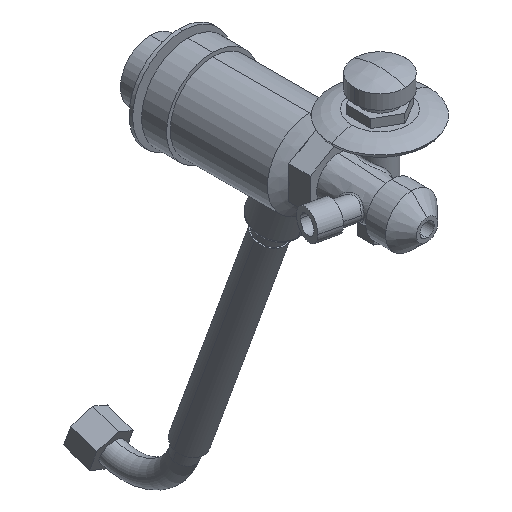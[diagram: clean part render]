
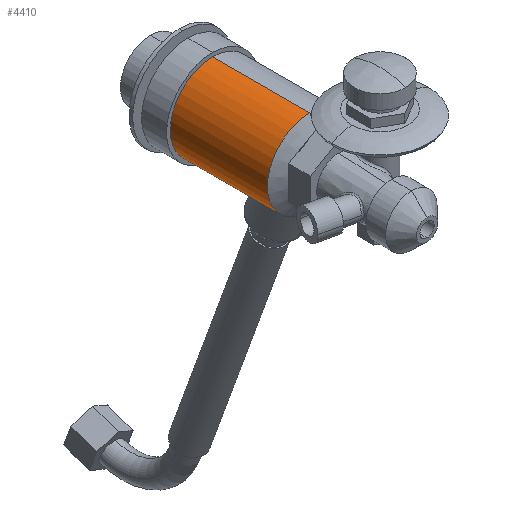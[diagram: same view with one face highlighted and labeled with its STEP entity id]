
A CAD part, isometric view. The second image highlights one B-rep face of the part: STEP entity #4410.
In plain terms, the highlighted cylindrical face has radius 18.923 mm (diameter 37.846 mm), a partial arc.
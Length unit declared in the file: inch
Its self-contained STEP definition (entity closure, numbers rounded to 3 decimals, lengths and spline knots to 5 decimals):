
#199 = FACE_OUTER_BOUND ( 'NONE', #3127, .T. ) ;
#441 = CARTESIAN_POINT ( 'NONE',  ( 0., -0.4375, 0.745 ) ) ;
#460 = CYLINDRICAL_SURFACE ( 'NONE', #3622, 0.745 ) ;
#593 = LINE ( 'NONE', #3501, #4977 ) ;
#864 = CARTESIAN_POINT ( 'NONE',  ( -0.04584, -2.12969, -0.74359 ) ) ;
#874 = ORIENTED_EDGE ( 'NONE', *, *, #2296, .T. ) ;
#882 = CARTESIAN_POINT ( 'NONE',  ( -0.07457, -2.12687, -0.74182 ) ) ;
#897 = CARTESIAN_POINT ( 'NONE',  ( -0.10239, -2.12147, -0.73844 ) ) ;
#910 = CARTESIAN_POINT ( 'NONE',  ( -0.14283, -2.10966, -0.73131 ) ) ;
#912 = CARTESIAN_POINT ( 'NONE',  ( -0.1561, -2.1051, -0.72859 ) ) ;
#990 = ORIENTED_EDGE ( 'NONE', *, *, #1624, .T. ) ;
#1048 = VERTEX_POINT ( 'NONE', #2138 ) ;
#1196 = CARTESIAN_POINT ( 'NONE',  ( -0.1822, -2.09468, -0.7225 ) ) ;
#1205 = CARTESIAN_POINT ( 'NONE',  ( 0., -0.4375, -0.745 ) ) ;
#1218 = CARTESIAN_POINT ( 'NONE',  ( 0., -2.1375, 0.745 ) ) ;
#1227 = CARTESIAN_POINT ( 'NONE',  ( -0.19502, -2.08881, -0.71914 ) ) ;
#1230 = CARTESIAN_POINT ( 'NONE',  ( 0., -1.20291, -0.745 ) ) ;
#1243 = CARTESIAN_POINT ( 'NONE',  ( -0.23196, -2.06962, -0.70843 ) ) ;
#1256 = CARTESIAN_POINT ( 'NONE',  ( -0.25488, -2.05462, -0.70042 ) ) ;
#1270 = CARTESIAN_POINT ( 'NONE',  ( -0.28675, -2.0286, -0.6877 ) ) ;
#1608 = CARTESIAN_POINT ( 'NONE',  ( -0.29699, -2.01929, -0.68333 ) ) ;
#1624 = EDGE_CURVE ( 'NONE', #2180, #2512, #3322, .T. ) ;
#1625 = EDGE_CURVE ( 'NONE', #5127, #5012, #3552, .T. ) ;
#1626 = EDGE_CURVE ( 'NONE', #4860, #1048, #1785, .T. ) ;
#1632 = CARTESIAN_POINT ( 'NONE',  ( -0.31621, -1.9998, -0.67465 ) ) ;
#1639 = EDGE_CURVE ( 'NONE', #4860, #5127, #4337, .T. ) ;
#1648 = EDGE_CURVE ( 'NONE', #4844, #5012, #593, .T. ) ;
#1651 = CARTESIAN_POINT ( 'NONE',  ( -0.32524, -1.98959, -0.67032 ) ) ;
#1656 = EDGE_CURVE ( 'NONE', #1048, #2512, #3780, .T. ) ;
#1666 = CARTESIAN_POINT ( 'NONE',  ( -0.34219, -1.9682, -0.66183 ) ) ;
#1690 = CARTESIAN_POINT ( 'NONE',  ( -0.3501, -1.95702, -0.65767 ) ) ;
#1709 = CARTESIAN_POINT ( 'NONE',  ( -0.36478, -1.93362, -0.64964 ) ) ;
#1760 = DIRECTION ( 'NONE',  ( 0., 1., 0. ) ) ;
#1785 = CIRCLE ( 'NONE', #2810, 0.745 ) ;
#1834 = ORIENTED_EDGE ( 'NONE', *, *, #1639, .T. ) ;
#1994 = CARTESIAN_POINT ( 'NONE',  ( -0.04584, -2.12969, -0.74359 ) ) ;
#2001 = ORIENTED_EDGE ( 'NONE', *, *, #1656, .F. ) ;
#2048 = CARTESIAN_POINT ( 'NONE',  ( -0.37155, -1.92139, -0.64577 ) ) ;
#2100 = CARTESIAN_POINT ( 'NONE',  ( -0.38972, -1.88392, -0.63509 ) ) ;
#2138 = CARTESIAN_POINT ( 'NONE',  ( 0., -2.1375, -0.745 ) ) ;
#2147 = CARTESIAN_POINT ( 'NONE',  ( -0.39915, -1.8577, -0.6291 ) ) ;
#2148 = CARTESIAN_POINT ( 'NONE',  ( -0.40947, -1.81641, -0.62239 ) ) ;
#2171 = CARTESIAN_POINT ( 'NONE',  ( -0.41227, -1.80227, -0.62054 ) ) ;
#2180 = VERTEX_POINT ( 'NONE', #1994 ) ;
#2211 = CARTESIAN_POINT ( 'NONE',  ( -0.41649, -1.77404, -0.61771 ) ) ;
#2296 = EDGE_CURVE ( 'NONE', #4844, #2180, #3107, .T. ) ;
#2343 = CARTESIAN_POINT ( 'NONE',  ( -0.41793, -1.75986, -0.61673 ) ) ;
#2493 = CARTESIAN_POINT ( 'NONE',  ( 0., -2.13194, -0.745 ) ) ;
#2512 = VERTEX_POINT ( 'NONE', #2493 ) ;
#2575 = CARTESIAN_POINT ( 'NONE',  ( -0.41959, -1.73139, -0.61561 ) ) ;
#2592 = CARTESIAN_POINT ( 'NONE',  ( -0.4198, -1.7171, -0.61546 ) ) ;
#2598 = VECTOR ( 'NONE', #1760, 39.37008 ) ;
#2634 = CARTESIAN_POINT ( 'NONE',  ( -0.41905, -1.68841, -0.61598 ) ) ;
#2657 = CARTESIAN_POINT ( 'NONE',  ( -0.41807, -1.67396, -0.61664 ) ) ;
#2799 = AXIS2_PLACEMENT_3D ( 'NONE', #4035, #4019, #3999 ) ;
#2810 = AXIS2_PLACEMENT_3D ( 'NONE', #3948, #3924, #3875 ) ;
#2908 = VECTOR ( 'NONE', #3734, 39.37008 ) ;
#2999 = CARTESIAN_POINT ( 'NONE',  ( 0., -2.1375, -0.745 ) ) ;
#3025 = ORIENTED_EDGE ( 'NONE', *, *, #1626, .F. ) ;
#3069 = ORIENTED_EDGE ( 'NONE', *, *, #1625, .T. ) ;
#3104 = CARTESIAN_POINT ( 'NONE',  ( -0.41352, -1.63127, -0.61971 ) ) ;
#3107 = B_SPLINE_CURVE_WITH_KNOTS ( 'NONE', 3,
 ( #4869, #5237, #4510, #4478, #4442, #4149, #4128, #4109, #4067, #3676, #3674, #3654, #3635, #3617, #3595, #3376, #3265, #3170, #3166, #3147, #3104, #2657, #2634, #2592, #2575, #2343, #2211, #2171, #2148, #2147, #2100, #2048, #1709, #1690, #1666, #1651, #1632, #1608, #1270, #1256, #1243, #1227, #1196, #912, #910, #897, #882, #864 ),
 .UNSPECIFIED., .F., .F.,
 ( 4, 2, 2, 2, 2, 2, 2, 2, 2, 2, 2, 2, 2, 2, 2, 2, 2, 2, 2, 2, 2, 2, 2, 4 ),
 ( 0.03616, 0.03835, 0.03945, 0.04054, 0.04273, 0.04491, 0.0471, 0.04929, 0.05038, 0.05148, 0.05366, 0.05476, 0.05585, 0.05695, 0.05804, 0.06023, 0.06132, 0.06241, 0.06351, 0.0646, 0.06679, 0.06788, 0.06898, 0.07116 ),
 .UNSPECIFIED. ) ;
#3127 = EDGE_LOOP ( 'NONE', ( #2001, #3025, #1834, #3069, #4030, #874, #990 ) ) ;
#3131 = DIRECTION ( 'NONE',  ( 0., 1., 0. ) ) ;
#3134 = CARTESIAN_POINT ( 'NONE',  ( 0., -2.1375, 0. ) ) ;
#3147 = CARTESIAN_POINT ( 'NONE',  ( -0.40836, -1.60344, -0.62317 ) ) ;
#3166 = CARTESIAN_POINT ( 'NONE',  ( -0.39777, -1.56251, -0.62994 ) ) ;
#3170 = CARTESIAN_POINT ( 'NONE',  ( -0.39377, -1.549, -0.63246 ) ) ;
#3265 = CARTESIAN_POINT ( 'NONE',  ( -0.3848, -1.52225, -0.63795 ) ) ;
#3322 = B_SPLINE_CURVE_WITH_KNOTS ( 'NONE', 3,
 ( #4224, #4351, #4371, #4175, #4162, #4143 ),
 .UNSPECIFIED., .F., .F.,
 ( 4, 2, 4 ),
 ( 0.07116, 0.07174, 0.07232 ),
 .UNSPECIFIED. ) ;
#3376 = CARTESIAN_POINT ( 'NONE',  ( -0.37984, -1.50903, -0.64092 ) ) ;
#3501 = CARTESIAN_POINT ( 'NONE',  ( 0., -2.1375, -0.745 ) ) ;
#3552 = CIRCLE ( 'NONE', #2799, 0.745 ) ;
#3591 = DIRECTION ( 'NONE',  ( 0., 1., 0. ) ) ;
#3595 = CARTESIAN_POINT ( 'NONE',  ( -0.36377, -1.47028, -0.65027 ) ) ;
#3617 = CARTESIAN_POINT ( 'NONE',  ( -0.3514, -1.44549, -0.65711 ) ) ;
#3622 = AXIS2_PLACEMENT_3D ( 'NONE', #3134, #3131, #4301 ) ;
#3635 = CARTESIAN_POINT ( 'NONE',  ( -0.32319, -1.39787, -0.67143 ) ) ;
#3654 = CARTESIAN_POINT ( 'NONE',  ( -0.30722, -1.3749, -0.67897 ) ) ;
#3674 = CARTESIAN_POINT ( 'NONE',  ( -0.27212, -1.33221, -0.69378 ) ) ;
#3676 = CARTESIAN_POINT ( 'NONE',  ( -0.25299, -1.31241, -0.70108 ) ) ;
#3734 = DIRECTION ( 'NONE',  ( 0., 1., 0. ) ) ;
#3754 = CARTESIAN_POINT ( 'NONE',  ( 0., -2.1375, 0.745 ) ) ;
#3780 = LINE ( 'NONE', #2999, #2598 ) ;
#3875 = DIRECTION ( 'NONE',  ( 0., 0., 1. ) ) ;
#3924 = DIRECTION ( 'NONE',  ( 0., -1., 0. ) ) ;
#3948 = CARTESIAN_POINT ( 'NONE',  ( 0., -2.1375, 0. ) ) ;
#3999 = DIRECTION ( 'NONE',  ( 0., 0., 1. ) ) ;
#4019 = DIRECTION ( 'NONE',  ( 0., -1., 0. ) ) ;
#4030 = ORIENTED_EDGE ( 'NONE', *, *, #1648, .F. ) ;
#4035 = CARTESIAN_POINT ( 'NONE',  ( 0., -0.4375, 0. ) ) ;
#4067 = CARTESIAN_POINT ( 'NONE',  ( -0.21092, -1.2763, -0.71486 ) ) ;
#4109 = CARTESIAN_POINT ( 'NONE',  ( -0.18774, -1.25988, -0.7214 ) ) ;
#4128 = CARTESIAN_POINT ( 'NONE',  ( -0.15087, -1.23952, -0.72967 ) ) ;
#4143 = CARTESIAN_POINT ( 'NONE',  ( 0., -2.13194, -0.745 ) ) ;
#4149 = CARTESIAN_POINT ( 'NONE',  ( -0.13819, -1.23341, -0.73219 ) ) ;
#4162 = CARTESIAN_POINT ( 'NONE',  ( -0.00766, -2.13194, -0.745 ) ) ;
#4175 = CARTESIAN_POINT ( 'NONE',  ( -0.01532, -2.13175, -0.74488 ) ) ;
#4224 = CARTESIAN_POINT ( 'NONE',  ( -0.04584, -2.12969, -0.74359 ) ) ;
#4301 = DIRECTION ( 'NONE',  ( 0., 0., 1. ) ) ;
#4337 = LINE ( 'NONE', #3754, #2908 ) ;
#4351 = CARTESIAN_POINT ( 'NONE',  ( -0.03823, -2.13044, -0.74406 ) ) ;
#4371 = CARTESIAN_POINT ( 'NONE',  ( -0.0306, -2.131, -0.74441 ) ) ;
#4410 = ADVANCED_FACE ( 'NONE', ( #199 ), #460, .T. ) ;
#4442 = CARTESIAN_POINT ( 'NONE',  ( -0.11198, -1.22266, -0.73666 ) ) ;
#4478 = CARTESIAN_POINT ( 'NONE',  ( -0.09833, -1.21799, -0.73861 ) ) ;
#4510 = CARTESIAN_POINT ( 'NONE',  ( -0.05696, -1.20678, -0.74334 ) ) ;
#4844 = VERTEX_POINT ( 'NONE', #1230 ) ;
#4860 = VERTEX_POINT ( 'NONE', #1218 ) ;
#4869 = CARTESIAN_POINT ( 'NONE',  ( 0., -1.20291, -0.745 ) ) ;
#4977 = VECTOR ( 'NONE', #3591, 39.37008 ) ;
#5012 = VERTEX_POINT ( 'NONE', #1205 ) ;
#5127 = VERTEX_POINT ( 'NONE', #441 ) ;
#5237 = CARTESIAN_POINT ( 'NONE',  ( -0.0288, -1.20291, -0.745 ) ) ;
